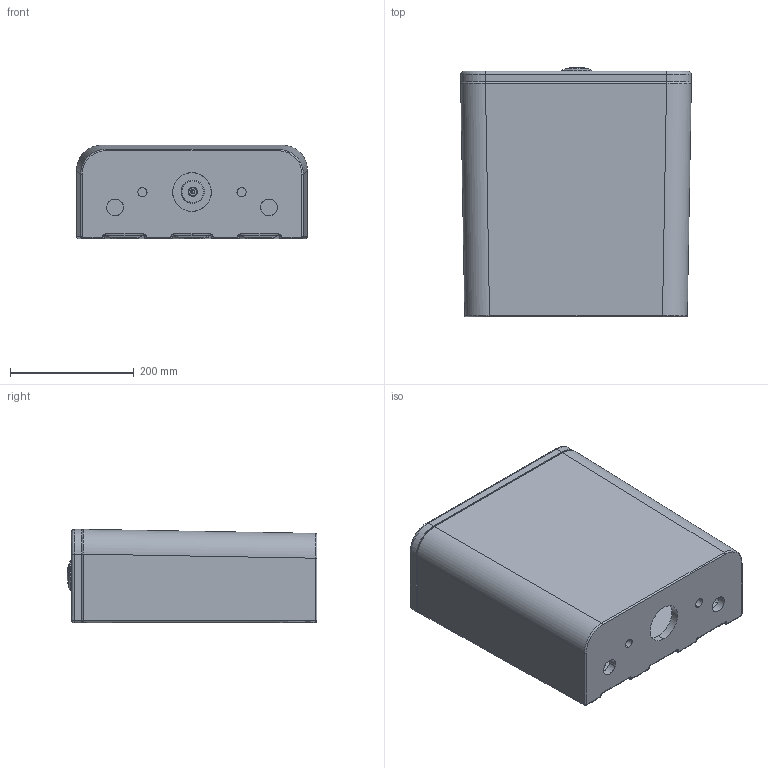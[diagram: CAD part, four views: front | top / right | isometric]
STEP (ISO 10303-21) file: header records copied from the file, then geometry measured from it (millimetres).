
FILE_DESCRIPTION (( 'STEP AP214' ), '1' );
FILE_NAME ('INDCI01-SP.IND.098_V10922.STEP', '2022-10-12T07:15:34', ( '' ), ( '' ), 'SwSTEP 2.0', 'SolidWorks 2019', '' );
FILE_SCHEMA (( 'AUTOMOTIVE_DESIGN' ));
Length unit declared in the file: millimetre
Products named in the file (3): INDCI01-SP.IND.098_V10922; INDCI01_V10822; SP.IND.098_FLUSH BUTTON_V10922
Assembly tree (2 placements, depth 2):
  INDCI01-SP.IND.098_V10922
    INDCI01_V10822
    SP.IND.098_FLUSH BUTTON_V10922
Bounding box: 372.17 x 403.01 x 150.62 mm (x, y, z)
Volume: 5983791.9 mm3; surface area: 958795.6 mm2
Topology: 3 solids, 3 shells, 321 faces, 822 edges, 514 vertices
Faces by surface type: cylinder 146, bspline 111, plane 46, torus 9, cone 6, sphere 3
Entity records: 22080 total; most frequent: CARTESIAN_POINT 13769, ORIENTED_EDGE 1628, DIRECTION 1003, EDGE_CURVE 814, VERTEX_POINT 512, AXIS2_PLACEMENT_3D 390, EDGE_LOOP 346, FACE_OUTER_BOUND 321
